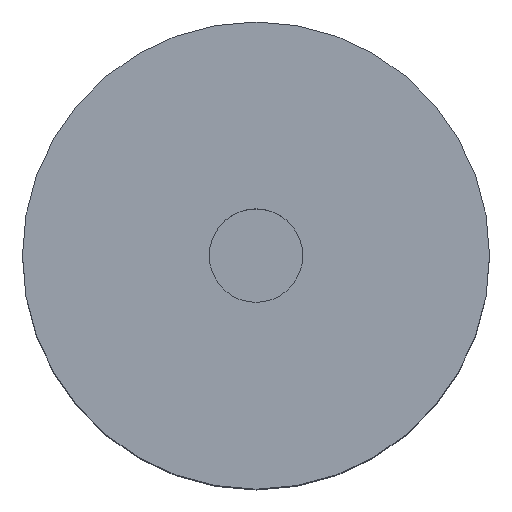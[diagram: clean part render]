
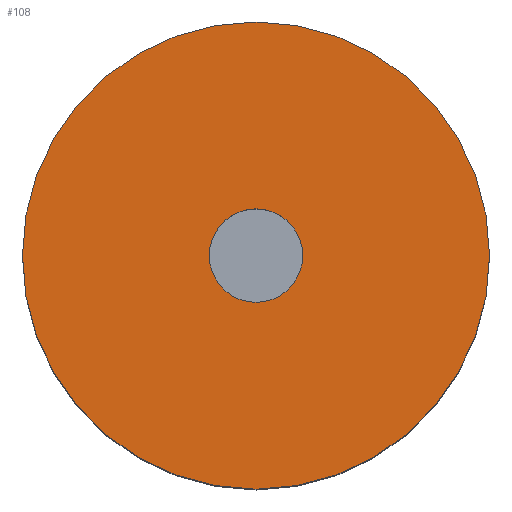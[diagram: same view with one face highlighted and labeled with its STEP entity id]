
A CAD part, top view. The second image highlights one B-rep face of the part: STEP entity #108.
In plain terms, the highlighted planar face has unit normal (0, 0, 1).
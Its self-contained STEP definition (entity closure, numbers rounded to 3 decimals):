
#27=FACE_BOUND('',#40,.T.);
#30=FACE_OUTER_BOUND('',#39,.T.);
#39=EDGE_LOOP('',(#79));
#40=EDGE_LOOP('',(#80));
#51=CIRCLE('',#132,5.);
#52=CIRCLE('',#133,1.);
#59=VERTEX_POINT('',#190);
#60=VERTEX_POINT('',#192);
#67=EDGE_CURVE('',#59,#59,#51,.T.);
#68=EDGE_CURVE('',#60,#60,#52,.T.);
#79=ORIENTED_EDGE('',*,*,#67,.F.);
#80=ORIENTED_EDGE('',*,*,#68,.T.);
#103=PLANE('',#131);
#108=ADVANCED_FACE('',(#30,#27),#103,.T.);
#131=AXIS2_PLACEMENT_3D('',#189,#150,#151);
#132=AXIS2_PLACEMENT_3D('',#191,#152,#153);
#133=AXIS2_PLACEMENT_3D('',#193,#154,#155);
#150=DIRECTION('center_axis',(0.,0.,1.));
#151=DIRECTION('ref_axis',(1.,0.,0.));
#152=DIRECTION('center_axis',(0.,0.,-1.));
#153=DIRECTION('ref_axis',(1.,0.,0.));
#154=DIRECTION('center_axis',(0.,0.,-1.));
#155=DIRECTION('ref_axis',(1.,0.,0.));
#189=CARTESIAN_POINT('Origin',(-5.,0.,10.));
#190=CARTESIAN_POINT('',(5.,0.,10.));
#191=CARTESIAN_POINT('Origin',(0.,0.,10.));
#192=CARTESIAN_POINT('',(1.,0.,10.));
#193=CARTESIAN_POINT('Origin',(0.,0.,10.));
